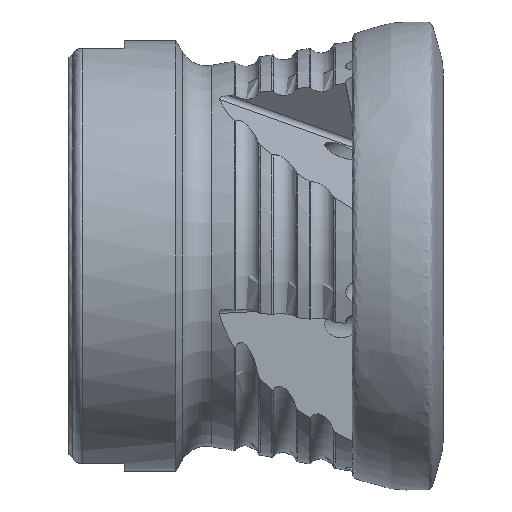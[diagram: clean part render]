
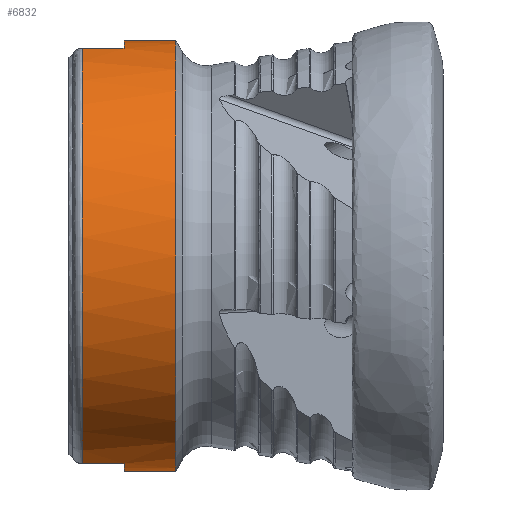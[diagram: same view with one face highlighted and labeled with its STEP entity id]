
A CAD part, front view. The second image highlights one B-rep face of the part: STEP entity #6832.
In plain terms, the highlighted cylindrical face has radius 23 mm (diameter 46 mm), a full revolution.
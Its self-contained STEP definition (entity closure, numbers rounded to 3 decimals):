
#235 = CARTESIAN_POINT ( 'NONE',  ( 0., -6.156, 22.161 ) ) ;
#291 = VERTEX_POINT ( 'NONE', #784 ) ;
#301 = VERTEX_POINT ( 'NONE', #755 ) ;
#374 = CARTESIAN_POINT ( 'NONE',  ( -33.07, 0., 0. ) ) ;
#384 = CARTESIAN_POINT ( 'NONE',  ( -37.55, -6.156, 22.161 ) ) ;
#755 = CARTESIAN_POINT ( 'NONE',  ( -33.07, 6.156, -22.161 ) ) ;
#784 = CARTESIAN_POINT ( 'NONE',  ( -33.07, 6.156, 22.161 ) ) ;
#1032 = DIRECTION ( 'NONE',  ( -1., 0., 0. ) ) ;
#1065 = LINE ( 'NONE', #3497, #9004 ) ;
#1172 = DIRECTION ( 'NONE',  ( 0., 0., -1. ) ) ;
#1291 = CIRCLE ( 'NONE', #5669, 23. ) ;
#1400 = EDGE_CURVE ( 'NONE', #3692, #291, #9755, .T. ) ;
#1412 = EDGE_CURVE ( 'NONE', #1554, #291, #1582, .T. ) ;
#1554 = VERTEX_POINT ( 'NONE', #3698 ) ;
#1582 = LINE ( 'NONE', #9443, #7655 ) ;
#1810 = DIRECTION ( 'NONE',  ( 1., 0., 0. ) ) ;
#2138 = EDGE_CURVE ( 'NONE', #301, #4288, #1065, .T. ) ;
#2141 = AXIS2_PLACEMENT_3D ( 'NONE', #6606, #1810, #7379 ) ;
#2187 = ORIENTED_EDGE ( 'NONE', *, *, #1400, .F. ) ;
#2482 = VERTEX_POINT ( 'NONE', #384 ) ;
#2658 = DIRECTION ( 'NONE',  ( -1., 0., 0. ) ) ;
#2765 = ORIENTED_EDGE ( 'NONE', *, *, #2138, .T. ) ;
#2788 = AXIS2_PLACEMENT_3D ( 'NONE', #9470, #4760, #10227 ) ;
#2900 = DIRECTION ( 'NONE',  ( 1., 0., 0. ) ) ;
#2987 = EDGE_CURVE ( 'NONE', #301, #8900, #1291, .T. ) ;
#3120 = VERTEX_POINT ( 'NONE', #9685 ) ;
#3497 = CARTESIAN_POINT ( 'NONE',  ( 0., 6.156, -22.161 ) ) ;
#3546 = CARTESIAN_POINT ( 'NONE',  ( 0., -6.156, -22.161 ) ) ;
#3625 = AXIS2_PLACEMENT_3D ( 'NONE', #7628, #2900, #4534 ) ;
#3639 = VECTOR ( 'NONE', #1032, 1000. ) ;
#3692 = VERTEX_POINT ( 'NONE', #4514 ) ;
#3698 = CARTESIAN_POINT ( 'NONE',  ( -37.55, 6.156, 22.161 ) ) ;
#3762 = EDGE_LOOP ( 'NONE', ( #8745, #8790, #2187, #4704, #8466, #5160, #5828, #2765 ) ) ;
#3775 = DIRECTION ( 'NONE',  ( 1., 0., 0. ) ) ;
#3933 = ORIENTED_EDGE ( 'NONE', *, *, #8201, .F. ) ;
#3951 = VERTEX_POINT ( 'NONE', #7155 ) ;
#4080 = EDGE_CURVE ( 'NONE', #4288, #1554, #7212, .T. ) ;
#4226 = FACE_OUTER_BOUND ( 'NONE', #3762, .T. ) ;
#4288 = VERTEX_POINT ( 'NONE', #4596 ) ;
#4357 = DIRECTION ( 'NONE',  ( 1., 0., 0. ) ) ;
#4462 = FACE_OUTER_BOUND ( 'NONE', #6205, .T. ) ;
#4514 = CARTESIAN_POINT ( 'NONE',  ( -33.07, -6.156, 22.161 ) ) ;
#4534 = DIRECTION ( 'NONE',  ( 0., 0., -1. ) ) ;
#4596 = CARTESIAN_POINT ( 'NONE',  ( -37.55, 6.156, -22.161 ) ) ;
#4704 = ORIENTED_EDGE ( 'NONE', *, *, #9149, .T. ) ;
#4760 = DIRECTION ( 'NONE',  ( 1., 0., 0. ) ) ;
#5160 = ORIENTED_EDGE ( 'NONE', *, *, #7374, .T. ) ;
#5285 = CIRCLE ( 'NONE', #5666, 23. ) ;
#5531 = LINE ( 'NONE', #235, #3639 ) ;
#5666 = AXIS2_PLACEMENT_3D ( 'NONE', #8493, #3775, #9303 ) ;
#5669 = AXIS2_PLACEMENT_3D ( 'NONE', #374, #5969, #1172 ) ;
#5828 = ORIENTED_EDGE ( 'NONE', *, *, #2987, .F. ) ;
#5969 = DIRECTION ( 'NONE',  ( -1., 0., 0. ) ) ;
#6085 = CYLINDRICAL_SURFACE ( 'NONE', #3625, 23. ) ;
#6205 = EDGE_LOOP ( 'NONE', ( #3933 ) ) ;
#6606 = CARTESIAN_POINT ( 'NONE',  ( -37.55, 0., 0. ) ) ;
#6745 = LINE ( 'NONE', #3546, #8821 ) ;
#6832 = ADVANCED_FACE ( 'Fl�che8', ( #4226, #4462 ), #6085, .T. ) ;
#6986 = EDGE_CURVE ( 'NONE', #2482, #3951, #9977, .T. ) ;
#7155 = CARTESIAN_POINT ( 'NONE',  ( -37.55, -6.156, -22.161 ) ) ;
#7212 = CIRCLE ( 'NONE', #2141, 23. ) ;
#7213 = AXIS2_PLACEMENT_3D ( 'NONE', #9404, #8623, #7870 ) ;
#7374 = EDGE_CURVE ( 'NONE', #3951, #8900, #6745, .T. ) ;
#7379 = DIRECTION ( 'NONE',  ( 0., 0., -1. ) ) ;
#7628 = CARTESIAN_POINT ( 'NONE',  ( 0., 0., 0. ) ) ;
#7655 = VECTOR ( 'NONE', #10189, 1000. ) ;
#7870 = DIRECTION ( 'NONE',  ( 0., 0., -1. ) ) ;
#8201 = EDGE_CURVE ( 'NONE', #3120, #3120, #5285, .T. ) ;
#8466 = ORIENTED_EDGE ( 'NONE', *, *, #6986, .T. ) ;
#8493 = CARTESIAN_POINT ( 'NONE',  ( -27.55, 0., 0. ) ) ;
#8623 = DIRECTION ( 'NONE',  ( -1., 0., 0. ) ) ;
#8745 = ORIENTED_EDGE ( 'NONE', *, *, #4080, .T. ) ;
#8790 = ORIENTED_EDGE ( 'NONE', *, *, #1412, .T. ) ;
#8821 = VECTOR ( 'NONE', #4357, 1000. ) ;
#8900 = VERTEX_POINT ( 'NONE', #9261 ) ;
#9004 = VECTOR ( 'NONE', #2658, 1000. ) ;
#9149 = EDGE_CURVE ( 'NONE', #3692, #2482, #5531, .T. ) ;
#9261 = CARTESIAN_POINT ( 'NONE',  ( -33.07, -6.156, -22.161 ) ) ;
#9303 = DIRECTION ( 'NONE',  ( 0., 0., -1. ) ) ;
#9404 = CARTESIAN_POINT ( 'NONE',  ( -33.07, 0., 0. ) ) ;
#9443 = CARTESIAN_POINT ( 'NONE',  ( 0., 6.156, 22.161 ) ) ;
#9470 = CARTESIAN_POINT ( 'NONE',  ( -37.55, 0., 0. ) ) ;
#9685 = CARTESIAN_POINT ( 'NONE',  ( -27.55, 0., -23. ) ) ;
#9755 = CIRCLE ( 'NONE', #7213, 23. ) ;
#9977 = CIRCLE ( 'NONE', #2788, 23. ) ;
#10189 = DIRECTION ( 'NONE',  ( 1., 0., 0. ) ) ;
#10227 = DIRECTION ( 'NONE',  ( 0., 0., -1. ) ) ;
